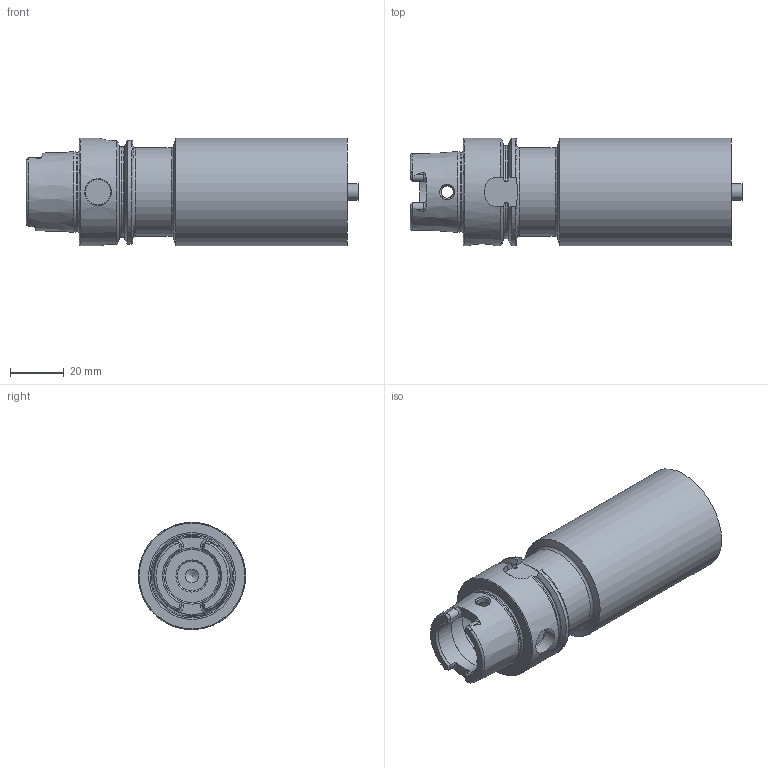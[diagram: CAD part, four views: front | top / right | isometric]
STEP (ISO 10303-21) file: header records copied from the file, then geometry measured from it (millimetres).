
FILE_DESCRIPTION (( 'STEP AP203' ), '1' );
FILE_NAME ('HA4.Ro4.002.100.STEP', '2022-10-31T14:53:15', ( '' ), ( '' ), 'SwSTEP 2.0', 'SolidWorks 2017', '' );
FILE_SCHEMA (( 'CONFIG_CONTROL_DESIGN' ));
Length unit declared in the file: millimetre
Products named in the file (1): HA4.Ro4.002.100
Bounding box: 123.9 x 40 x 40 mm (x, y, z)
Volume: 118600.5 mm3; surface area: 20003.4 mm2
Topology: 1 solids, 1 shells, 129 faces, 342 edges, 218 vertices
Faces by surface type: plane 47, cylinder 35, torus 24, cone 21, bspline 2
Full cylindrical faces by diameter (mm): 1.6 x1, 4.6 x2, 5 x1, 6 x1, 10 x1, 11 x1, 12.5 x1, 21 x2, 25.5 x1, 29.707 x1, 33 x1, 40 x2
Entity records: 4970 total; most frequent: CARTESIAN_POINT 2032, ORIENTED_EDGE 586, DIRECTION 561, EDGE_CURVE 293, AXIS2_PLACEMENT_3D 235, VERTEX_POINT 204, EDGE_LOOP 171, FACE_OUTER_BOUND 155
